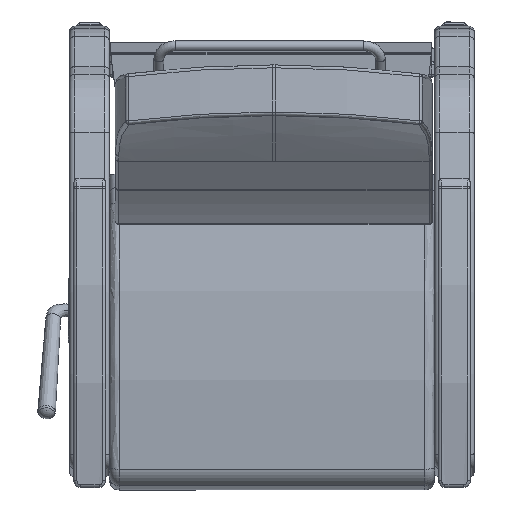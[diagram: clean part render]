
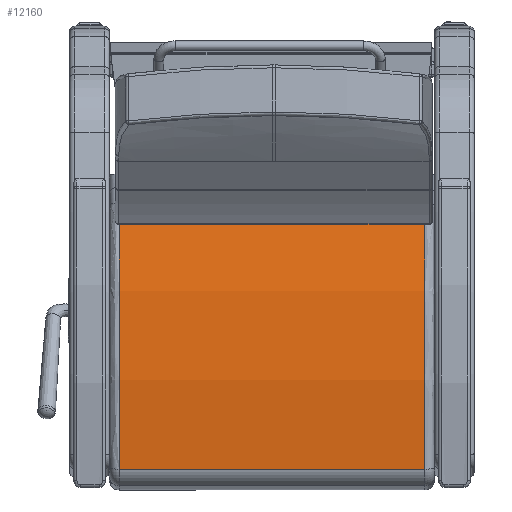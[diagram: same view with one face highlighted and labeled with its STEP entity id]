
A CAD part, front view. The second image highlights one B-rep face of the part: STEP entity #12160.
In plain terms, the highlighted free-form (B-spline) face has degree [1, 2] with [2, 3] control points.
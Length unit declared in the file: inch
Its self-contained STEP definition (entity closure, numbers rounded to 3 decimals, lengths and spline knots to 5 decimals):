
#408=(
BOUNDED_SURFACE()
B_SPLINE_SURFACE(1,2,((#31778,#31779,#31780),(#31781,#31782,#31783)),
 .UNSPECIFIED.,.F.,.F.,.F.)
B_SPLINE_SURFACE_WITH_KNOTS((2,2),(3,3),(-0.19254,0.19254),
(1.36178,1.69928),.UNSPECIFIED.)
GEOMETRIC_REPRESENTATION_ITEM()
RATIONAL_B_SPLINE_SURFACE(((1.,0.986,1.),(1.,0.986,
1.)))
REPRESENTATION_ITEM('')
SURFACE()
);
#828=ELLIPSE('',#13376,60.05357,60.);
#838=ELLIPSE('',#13404,60.05357,60.);
#1434=LINE('',#31776,#2195);
#1435=LINE('',#31785,#2196);
#2195=VECTOR('',#15540,0.3937);
#2196=VECTOR('',#15543,0.3937);
#2991=FACE_OUTER_BOUND('',#3811,.T.);
#3811=EDGE_LOOP('',(#9147,#9148,#9149,#9150));
#5722=VERTEX_POINT('',#31568);
#5723=VERTEX_POINT('',#31569);
#5748=VERTEX_POINT('',#31775);
#5749=VERTEX_POINT('',#31784);
#6979=EDGE_CURVE('',#5722,#5723,#828,.T.);
#7017=EDGE_CURVE('',#5723,#5748,#1434,.T.);
#7019=EDGE_CURVE('',#5722,#5749,#1435,.T.);
#7020=EDGE_CURVE('',#5748,#5749,#838,.T.);
#9147=ORIENTED_EDGE('',*,*,#6979,.F.);
#9148=ORIENTED_EDGE('',*,*,#7019,.T.);
#9149=ORIENTED_EDGE('',*,*,#7020,.F.);
#9150=ORIENTED_EDGE('',*,*,#7017,.F.);
#12160=ADVANCED_FACE('',(#2991),#408,.F.);
#13376=AXIS2_PLACEMENT_3D('',#31570,#15472,#15473);
#13404=AXIS2_PLACEMENT_3D('',#31786,#15544,#15545);
#15472=DIRECTION('center_axis',(0.,0.,-1.));
#15473=DIRECTION('ref_axis',(1.,0.,0.));
#15540=DIRECTION('',(0.,0.,1.));
#15543=DIRECTION('',(0.,0.,1.));
#15544=DIRECTION('center_axis',(0.,0.,1.));
#15545=DIRECTION('ref_axis',(1.,0.,0.));
#31568=CARTESIAN_POINT('',(-10.04459,1.25621,-11.5625));
#31569=CARTESIAN_POINT('',(10.1114,0.44486,-11.5625));
#31570=CARTESIAN_POINT('Origin',(-2.34979,-58.24922,-11.5625));
#31775=CARTESIAN_POINT('',(10.1114,0.44486,11.5625));
#31776=CARTESIAN_POINT('',(10.1114,0.44486,0.));
#31778=CARTESIAN_POINT('Ctrl Pts',(10.1114,0.44486,-11.5625));
#31779=CARTESIAN_POINT('Ctrl Pts',(0.10258,2.56602,-11.5625));
#31780=CARTESIAN_POINT('Ctrl Pts',(-10.04459,1.25621,-11.5625));
#31781=CARTESIAN_POINT('Ctrl Pts',(10.1114,0.44486,11.5625));
#31782=CARTESIAN_POINT('Ctrl Pts',(0.10258,2.56602,11.5625));
#31783=CARTESIAN_POINT('Ctrl Pts',(-10.04459,1.25621,11.5625));
#31784=CARTESIAN_POINT('',(-10.04459,1.25621,11.5625));
#31785=CARTESIAN_POINT('',(-10.04459,1.25621,0.));
#31786=CARTESIAN_POINT('Origin',(-2.34979,-58.24922,11.5625));
